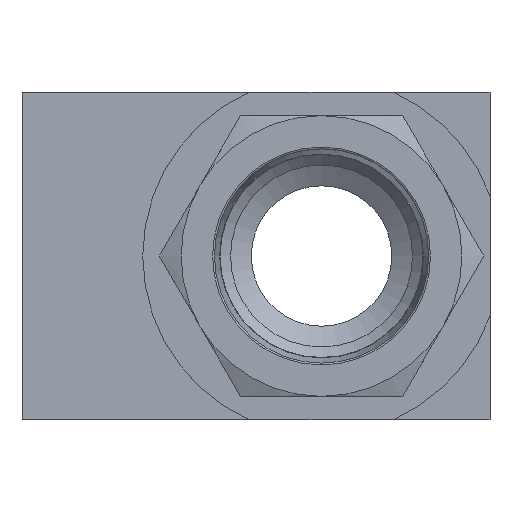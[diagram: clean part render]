
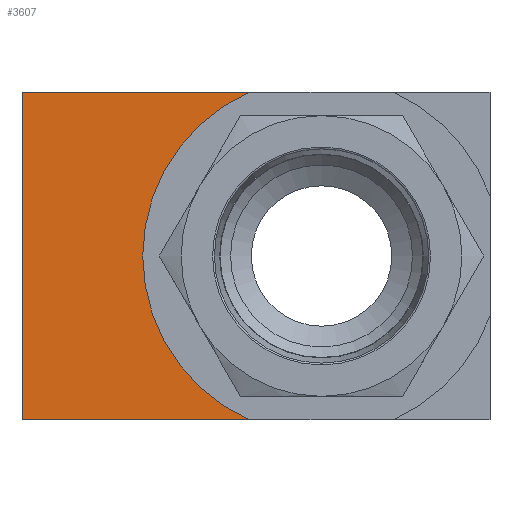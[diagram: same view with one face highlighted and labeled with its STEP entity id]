
A CAD part, left-side view. The second image highlights one B-rep face of the part: STEP entity #3607.
In plain terms, the highlighted planar face has unit normal (-1, 0, 0).
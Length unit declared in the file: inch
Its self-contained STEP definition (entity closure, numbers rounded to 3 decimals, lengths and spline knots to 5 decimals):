
#2783=CARTESIAN_POINT('',(-0.875,2.5,0.875));
#2784=VERTEX_POINT('',#2783);
#2791=CARTESIAN_POINT('',(-0.875,1.28262,0.875));
#2792=VERTEX_POINT('',#2791);
#2793=CARTESIAN_POINT('',(-0.875,1.28262,0.875));
#2794=DIRECTION('',(0.0,1.0,0.0));
#2795=VECTOR('',#2794,1.21738);
#2796=LINE('',#2793,#2795);
#2797=EDGE_CURVE('',#2792,#2784,#2796,.T.);
#3452=CARTESIAN_POINT('',(-0.875,1.28262,-0.875));
#3453=VERTEX_POINT('',#3452);
#3454=CARTESIAN_POINT('',(-0.875,0.9,0.));
#3455=DIRECTION('',(1.0,0.0,0.0));
#3456=DIRECTION('',(0.0,0.0,-1.0));
#3457=AXIS2_PLACEMENT_3D('',#3454,#3455,#3456);
#3458=CIRCLE('',#3457,0.955);
#3459=EDGE_CURVE('',#3453,#2792,#3458,.T.);
#3584=CARTESIAN_POINT('',(-0.875,0.0,0.0));
#3585=DIRECTION('',(-1.0,0.0,0.0));
#3586=DIRECTION('',(0.0,0.0,1.0));
#3587=AXIS2_PLACEMENT_3D('',#3584,#3585,#3586);
#3588=PLANE('',#3587);
#3589=ORIENTED_EDGE('',*,*,#3459,.T.);
#3590=ORIENTED_EDGE('',*,*,#2797,.T.);
#3591=CARTESIAN_POINT('',(-0.875,2.5,-0.875));
#3592=VERTEX_POINT('',#3591);
#3593=CARTESIAN_POINT('',(-0.875,2.5,-0.875));
#3594=DIRECTION('',(0.0,0.0,1.0));
#3595=VECTOR('',#3594,1.75);
#3596=LINE('',#3593,#3595);
#3597=EDGE_CURVE('',#3592,#2784,#3596,.T.);
#3598=ORIENTED_EDGE('',*,*,#3597,.F.);
#3599=CARTESIAN_POINT('',(-0.875,2.5,-0.875));
#3600=DIRECTION('',(0.0,-1.0,0.0));
#3601=VECTOR('',#3600,1.21738);
#3602=LINE('',#3599,#3601);
#3603=EDGE_CURVE('',#3592,#3453,#3602,.T.);
#3604=ORIENTED_EDGE('',*,*,#3603,.T.);
#3605=EDGE_LOOP('',(#3589,#3590,#3598,#3604));
#3606=FACE_OUTER_BOUND('',#3605,.T.);
#3607=ADVANCED_FACE('',(#3606),#3588,.T.);
